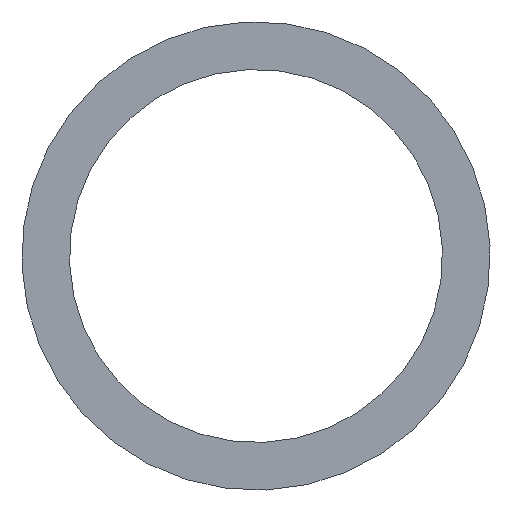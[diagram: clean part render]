
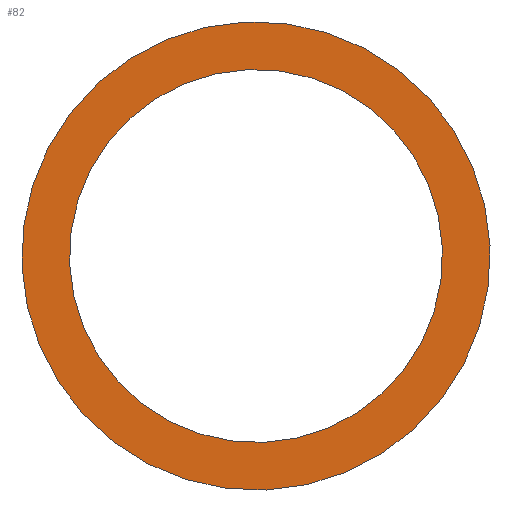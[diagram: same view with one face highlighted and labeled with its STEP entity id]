
A CAD part, front view. The second image highlights one B-rep face of the part: STEP entity #82.
In plain terms, the highlighted planar face has unit normal (0, -1, 0).
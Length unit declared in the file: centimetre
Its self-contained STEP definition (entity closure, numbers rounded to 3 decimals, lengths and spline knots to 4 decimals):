
#20=PLANE('',#95);
#25=FACE_BOUND('',#42,.T.);
#31=FACE_OUTER_BOUND('',#41,.T.);
#41=EDGE_LOOP('',(#71));
#42=EDGE_LOOP('',(#72));
#49=CIRCLE('',#94,1.4);
#50=CIRCLE('',#96,1.115);
#55=VERTEX_POINT('',#137);
#56=VERTEX_POINT('',#140);
#61=EDGE_CURVE('',#55,#55,#49,.T.);
#62=EDGE_CURVE('',#56,#56,#50,.T.);
#71=ORIENTED_EDGE('',*,*,#61,.T.);
#72=ORIENTED_EDGE('',*,*,#62,.T.);
#82=ADVANCED_FACE('',(#31,#25),#20,.T.);
#94=AXIS2_PLACEMENT_3D('',#138,#116,#117);
#95=AXIS2_PLACEMENT_3D('',#139,#118,#119);
#96=AXIS2_PLACEMENT_3D('',#141,#120,#121);
#116=DIRECTION('center_axis',(0.,-1.,0.));
#117=DIRECTION('ref_axis',(0.976,0.,0.216));
#118=DIRECTION('center_axis',(0.,-1.,0.));
#119=DIRECTION('ref_axis',(-0.976,0.,-0.216));
#120=DIRECTION('center_axis',(0.,1.,0.));
#121=DIRECTION('ref_axis',(0.976,0.,0.216));
#137=CARTESIAN_POINT('',(11.0393,-7.2714,16.9452));
#138=CARTESIAN_POINT('Origin',(9.6724,-7.2714,16.6424));
#139=CARTESIAN_POINT('Origin',(9.946,-7.2714,15.4073));
#140=CARTESIAN_POINT('',(10.761,-7.2714,16.8835));
#141=CARTESIAN_POINT('Origin',(9.6724,-7.2714,16.6424));
